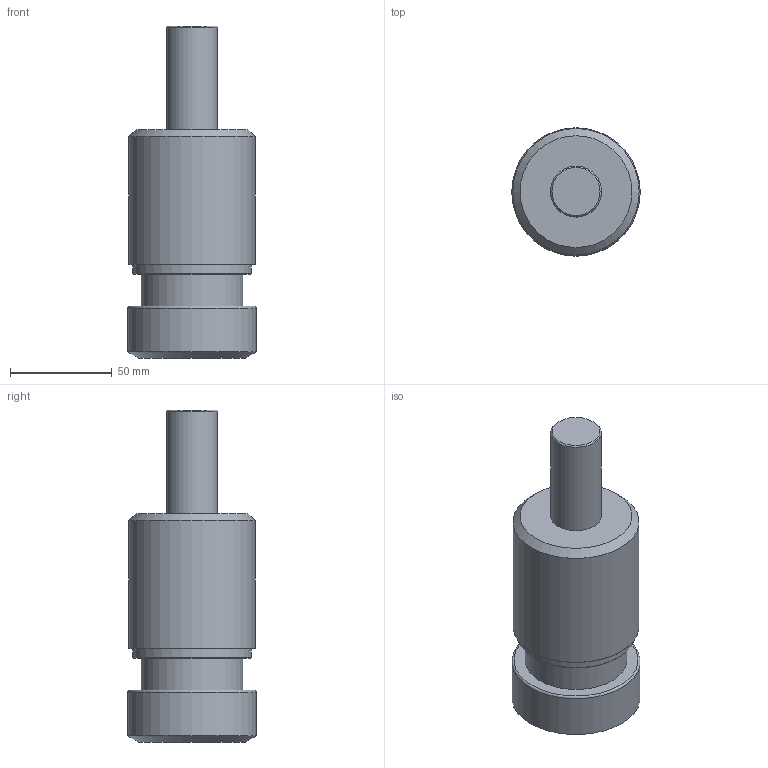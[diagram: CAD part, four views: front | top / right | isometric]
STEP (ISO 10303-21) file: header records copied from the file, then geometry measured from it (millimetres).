
FILE_DESCRIPTION(/* description */ (''),/* implementation_level */ '2;1');
FILE_NAME(/* name */ '1525692744507.stp',/* time_stamp */ '2018-05-07T13:32:34+02:00',/* author */ (''),/* organization */ ('SMS'),/* preprocessor_version */ 'ST-DEVELOPER v15',/* originating_system */ 'SIEMENS PLM Software NX 8.5',/* authorisation */ '');
FILE_SCHEMA (('AUTOMOTIVE_DESIGN { 1 0 10303 214 3 1 1 1 }'));
Length unit declared in the file: millimetre
Products named in the file (1): 112029288mod000_00
Bounding box: 63 x 63 x 162.9 mm (x, y, z)
Volume: 345122.4 mm3; surface area: 32533.2 mm2
Topology: 1 solids, 1 shells, 17 faces, 27 edges, 19 vertices
Faces by surface type: plane 6, cylinder 5, cone 5, torus 1
Full cylindrical faces by diameter (mm): 24.996 x1, 49.987 x1, 58.369 x1, 62.001 x1, 63 x1
Entity records: 403 total; most frequent: DIRECTION 74, CARTESIAN_POINT 56, AXIS2_PLACEMENT_3D 37, EDGE_LOOP 32, ORIENTED_EDGE 32, FACE_BOUND 30, ADVANCED_FACE 17, VERTEX_POINT 16
